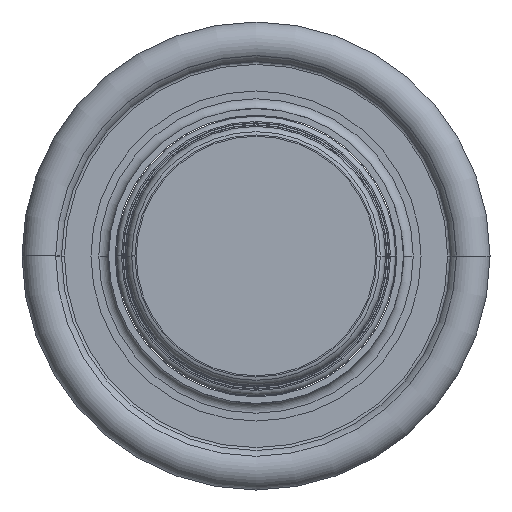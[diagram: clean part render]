
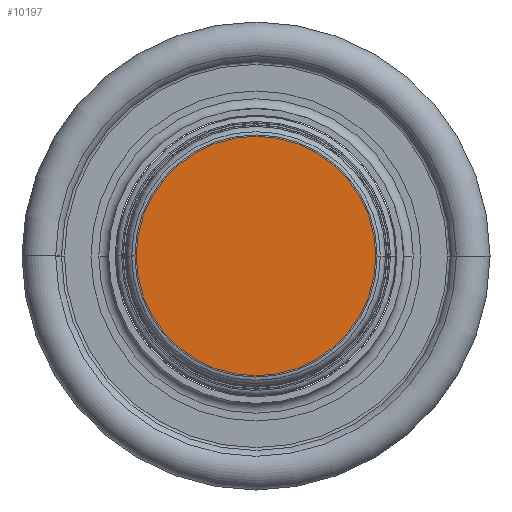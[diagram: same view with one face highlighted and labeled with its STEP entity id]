
A CAD part, front view. The second image highlights one B-rep face of the part: STEP entity #10197.
In plain terms, the highlighted face is planar.
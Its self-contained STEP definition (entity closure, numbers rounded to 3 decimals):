
#9612=CARTESIAN_POINT('',(-18.325,0.8,0.));
#9613=CARTESIAN_POINT('',(-18.325,0.8,0.002));
#9614=CARTESIAN_POINT('',(-18.325,0.8,0.005));
#9615=CARTESIAN_POINT('',(-18.325,0.8,0.007));
#9643=CARTESIAN_POINT('',(18.325,0.8,0.));
#9644=CARTESIAN_POINT('',(18.325,0.8,-0.002));
#9645=CARTESIAN_POINT('',(18.325,0.8,-0.005));
#9646=CARTESIAN_POINT('',(18.325,0.8,-0.007));
#9666=CARTESIAN_POINT('',(0.,0.8,0.));
#9667=DIRECTION('',(0.,-1.,0.));
#9668=DIRECTION('',(1.,0.,0.));
#9669=AXIS2_PLACEMENT_3D('',#9666,#9667,#9668);
#9674=CARTESIAN_POINT('',(0.,0.8,0.));
#9675=DIRECTION('',(0.,-1.,0.));
#9676=DIRECTION('',(-1.,0.,0.));
#9677=AXIS2_PLACEMENT_3D('',#9674,#9675,#9676);
#9768=CARTESIAN_POINT('',(-18.325,0.8,0.));
#9769=VERTEX_POINT('',#9768);
#9770=VERTEX_POINT('',#9615);
#9771=CARTESIAN_POINT('',(18.325,0.8,0.));
#9772=VERTEX_POINT('',#9771);
#9775=VERTEX_POINT('',#9646);
#10186=CARTESIAN_POINT('',(0.,0.8,0.));
#10187=DIRECTION('',(0.,1.,0.));
#10188=DIRECTION('',(1.,0.,0.));
#10189=AXIS2_PLACEMENT_3D('',#10186,#10187,#10188);
#10190=PLANE('',#10189);
#10191=ORIENTED_EDGE('',*,*,#10147,.T.);
#10192=ORIENTED_EDGE('',*,*,#10145,.F.);
#10193=ORIENTED_EDGE('',*,*,#10166,.T.);
#10194=ORIENTED_EDGE('',*,*,#10164,.F.);
#10195=EDGE_LOOP('',(#10191,#10192,#10193,#10194));
#10196=FACE_OUTER_BOUND('',#10195,.F.);
#9616=B_SPLINE_CURVE_WITH_KNOTS('',3,(#9612,#9613,#9614,#9615),.UNSPECIFIED.,
.F.,.F.,(4,4),(0.,1.),.UNSPECIFIED.);
#9647=B_SPLINE_CURVE_WITH_KNOTS('',3,(#9643,#9644,#9645,#9646),.UNSPECIFIED.,
.F.,.F.,(4,4),(0.,1.),.UNSPECIFIED.);
#9670=CIRCLE('',#9669,18.325);
#9678=CIRCLE('',#9677,18.325);
#10145=EDGE_CURVE('',#9769,#9770,#9616,.T.);
#10147=EDGE_CURVE('',#9772,#9770,#9670,.T.);
#10164=EDGE_CURVE('',#9772,#9775,#9647,.T.);
#10166=EDGE_CURVE('',#9769,#9775,#9678,.T.);
#10197=ADVANCED_FACE('',(#10196),#10190,.T.);
